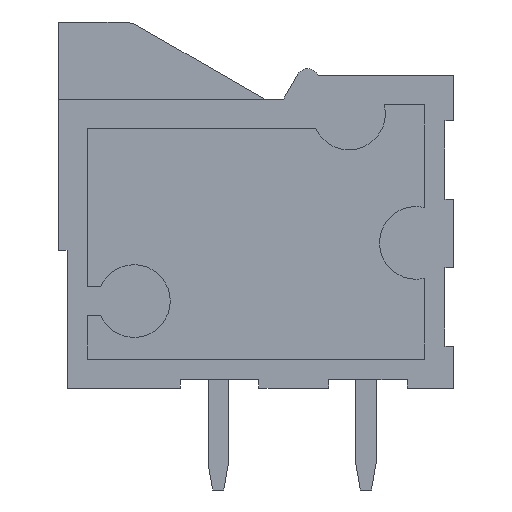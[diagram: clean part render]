
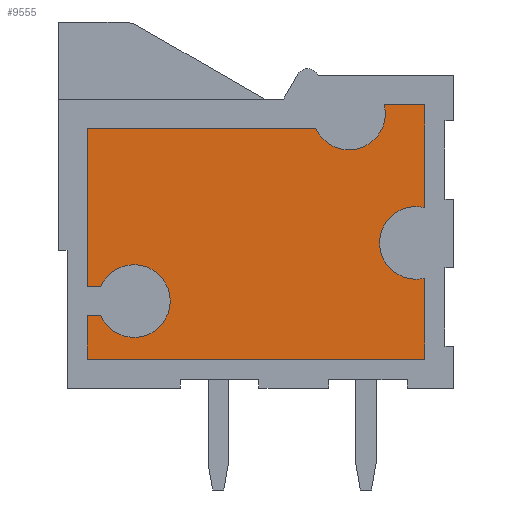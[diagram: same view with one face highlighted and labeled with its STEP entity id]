
A CAD part, left-side view. The second image highlights one B-rep face of the part: STEP entity #9555.
In plain terms, the highlighted planar face has unit normal (-1, 0, 0).
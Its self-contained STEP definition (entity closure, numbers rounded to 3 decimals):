
#16 = LINE ( 'NONE', #8578, #4887 ) ;
#72 = ORIENTED_EDGE ( 'NONE', *, *, #9115, .F. ) ;
#183 = CARTESIAN_POINT ( 'NONE',  ( 1.5, 0., -3.65 ) ) ;
#189 = CARTESIAN_POINT ( 'NONE',  ( 1.5, 2.387, -2.85 ) ) ;
#202 = CARTESIAN_POINT ( 'NONE',  ( 1.5, 1.3, -7.6 ) ) ;
#282 = EDGE_CURVE ( 'NONE', #6852, #9518, #8730, .T. ) ;
#394 = AXIS2_PLACEMENT_3D ( 'NONE', #3464, #1150, #2702 ) ;
#440 = EDGE_CURVE ( 'NONE', #10044, #6825, #6498, .T. ) ;
#503 = CARTESIAN_POINT ( 'NONE',  ( 1.5, 11., -8.35 ) ) ;
#654 = EDGE_CURVE ( 'NONE', #2560, #9586, #5351, .T. ) ;
#749 = ORIENTED_EDGE ( 'NONE', *, *, #5124, .F. ) ;
#767 = EDGE_CURVE ( 'NONE', #9586, #10044, #1231, .T. ) ;
#811 = VECTOR ( 'NONE', #8494, 1000. ) ;
#881 = DIRECTION ( 'NONE',  ( 0., 0., 1. ) ) ;
#938 = CARTESIAN_POINT ( 'NONE',  ( 1.5, 1., -2.85 ) ) ;
#953 = VECTOR ( 'NONE', #977, 1000. ) ;
#977 = DIRECTION ( 'NONE',  ( 0., -1., 0. ) ) ;
#1113 = CARTESIAN_POINT ( 'NONE',  ( 1.5, 12.6, -9.1 ) ) ;
#1150 = DIRECTION ( 'NONE',  ( -1., 0., 0. ) ) ;
#1157 = AXIS2_PLACEMENT_3D ( 'NONE', #10052, #9286, #5516 ) ;
#1231 = CIRCLE ( 'NONE', #8150, 1.25 ) ;
#1295 = VECTOR ( 'NONE', #6117, 1000. ) ;
#1450 = VERTEX_POINT ( 'NONE', #503 ) ;
#1616 = DIRECTION ( 'NONE',  ( 0., -1., 0. ) ) ;
#1629 = ORIENTED_EDGE ( 'NONE', *, *, #5646, .F. ) ;
#1730 = EDGE_CURVE ( 'NONE', #2560, #8624, #9213, .T. ) ;
#1739 = LINE ( 'NONE', #6335, #8517 ) ;
#1990 = EDGE_CURVE ( 'NONE', #4992, #6825, #3316, .T. ) ;
#2060 = CARTESIAN_POINT ( 'NONE',  ( 1.5, 12.6, 0. ) ) ;
#2100 = CARTESIAN_POINT ( 'NONE',  ( 1.5, 0., -11.6 ) ) ;
#2110 = CIRCLE ( 'NONE', #4580, 1.25 ) ;
#2158 = CARTESIAN_POINT ( 'NONE',  ( 1.5, 1., 0. ) ) ;
#2333 = EDGE_LOOP ( 'NONE', ( #3060, #10168, #7633, #7951, #6541, #4042, #9652, #5466, #72, #5578, #1629, #9511, #7911, #9181, #749, #9468 ) ) ;
#2370 = CARTESIAN_POINT ( 'NONE',  ( 1.5, 1., -6.387 ) ) ;
#2548 = CARTESIAN_POINT ( 'NONE',  ( 1.5, 11., -9.6 ) ) ;
#2560 = VERTEX_POINT ( 'NONE', #2370 ) ;
#2603 = DIRECTION ( 'NONE',  ( 0., 0., 1. ) ) ;
#2702 = DIRECTION ( 'NONE',  ( 0., 0., 1. ) ) ;
#2745 = VERTEX_POINT ( 'NONE', #6398 ) ;
#2852 = CARTESIAN_POINT ( 'NONE',  ( 1.5, 12.6, -10.1 ) ) ;
#2981 = CARTESIAN_POINT ( 'NONE',  ( 1.5, 12.6, 0. ) ) ;
#3060 = ORIENTED_EDGE ( 'NONE', *, *, #1990, .T. ) ;
#3067 = DIRECTION ( 'NONE',  ( 0., 0., 1. ) ) ;
#3107 = EDGE_CURVE ( 'NONE', #7847, #8624, #16, .T. ) ;
#3145 = CARTESIAN_POINT ( 'NONE',  ( 1.5, 12.6, -3.65 ) ) ;
#3181 = CIRCLE ( 'NONE', #8777, 1.25 ) ;
#3316 = LINE ( 'NONE', #4099, #8298 ) ;
#3320 = VERTEX_POINT ( 'NONE', #3145 ) ;
#3379 = FACE_OUTER_BOUND ( 'NONE', #2333, .T. ) ;
#3425 = CARTESIAN_POINT ( 'NONE',  ( 1.5, 12.146, -10.1 ) ) ;
#3430 = DIRECTION ( 'NONE',  ( 0., 0., 1. ) ) ;
#3464 = CARTESIAN_POINT ( 'NONE',  ( 1.5, 1.3, -7.6 ) ) ;
#4042 = ORIENTED_EDGE ( 'NONE', *, *, #3107, .F. ) ;
#4099 = CARTESIAN_POINT ( 'NONE',  ( 1.5, 1., 0. ) ) ;
#4129 = CARTESIAN_POINT ( 'NONE',  ( 1.5, 1.3, -8.85 ) ) ;
#4152 = CARTESIAN_POINT ( 'NONE',  ( 1.5, 1.3, -6.35 ) ) ;
#4260 = CARTESIAN_POINT ( 'NONE',  ( 1.5, 0., 0. ) ) ;
#4267 = CARTESIAN_POINT ( 'NONE',  ( 1.5, 1., -11.6 ) ) ;
#4350 = AXIS2_PLACEMENT_3D ( 'NONE', #7027, #10165, #5472 ) ;
#4580 = AXIS2_PLACEMENT_3D ( 'NONE', #6026, #6855, #7582 ) ;
#4647 = CIRCLE ( 'NONE', #6132, 1.25 ) ;
#4673 = VERTEX_POINT ( 'NONE', #9177 ) ;
#4801 = EDGE_CURVE ( 'NONE', #2745, #3320, #5614, .T. ) ;
#4842 = DIRECTION ( 'NONE',  ( 0., 1., 0. ) ) ;
#4887 = VECTOR ( 'NONE', #1616, 1000. ) ;
#4902 = CARTESIAN_POINT ( 'NONE',  ( 1.5, 0., -9.1 ) ) ;
#4934 = VERTEX_POINT ( 'NONE', #6696 ) ;
#4992 = VERTEX_POINT ( 'NONE', #4267 ) ;
#5075 = DIRECTION ( 'NONE',  ( 0., 0., 1. ) ) ;
#5124 = EDGE_CURVE ( 'NONE', #4673, #9857, #9885, .T. ) ;
#5134 = CARTESIAN_POINT ( 'NONE',  ( 1.5, 11., -10.85 ) ) ;
#5351 = CIRCLE ( 'NONE', #4350, 1.25 ) ;
#5466 = ORIENTED_EDGE ( 'NONE', *, *, #4801, .T. ) ;
#5472 = DIRECTION ( 'NONE',  ( 0., 0., 1. ) ) ;
#5516 = DIRECTION ( 'NONE',  ( 0., 0., 1. ) ) ;
#5578 = ORIENTED_EDGE ( 'NONE', *, *, #8986, .T. ) ;
#5614 = LINE ( 'NONE', #183, #8673 ) ;
#5646 = EDGE_CURVE ( 'NONE', #1450, #4934, #3181, .T. ) ;
#5726 = VECTOR ( 'NONE', #9070, 1000. ) ;
#5732 = DIRECTION ( 'NONE',  ( -1., 0., 0. ) ) ;
#5971 = DIRECTION ( 'NONE',  ( 0., 0., 1. ) ) ;
#6026 = CARTESIAN_POINT ( 'NONE',  ( 1.5, 3.6, -3.15 ) ) ;
#6117 = DIRECTION ( 'NONE',  ( 0., 0., 1. ) ) ;
#6132 = AXIS2_PLACEMENT_3D ( 'NONE', #2548, #7196, #2603 ) ;
#6335 = CARTESIAN_POINT ( 'NONE',  ( 1.5, 0., -10.1 ) ) ;
#6398 = CARTESIAN_POINT ( 'NONE',  ( 1.5, 4.746, -3.65 ) ) ;
#6498 = CIRCLE ( 'NONE', #394, 1.25 ) ;
#6537 = PLANE ( 'NONE',  #7584 ) ;
#6541 = ORIENTED_EDGE ( 'NONE', *, *, #1730, .T. ) ;
#6596 = VERTEX_POINT ( 'NONE', #1113 ) ;
#6603 = LINE ( 'NONE', #2060, #5726 ) ;
#6696 = CARTESIAN_POINT ( 'NONE',  ( 1.5, 12.146, -9.1 ) ) ;
#6805 = CARTESIAN_POINT ( 'NONE',  ( 1.5, 1., -8.813 ) ) ;
#6825 = VERTEX_POINT ( 'NONE', #6805 ) ;
#6852 = VERTEX_POINT ( 'NONE', #3425 ) ;
#6855 = DIRECTION ( 'NONE',  ( -1., 0., 0. ) ) ;
#7027 = CARTESIAN_POINT ( 'NONE',  ( 1.5, 1.3, -7.6 ) ) ;
#7164 = EDGE_CURVE ( 'NONE', #9518, #1450, #4647, .T. ) ;
#7176 = LINE ( 'NONE', #4902, #953 ) ;
#7196 = DIRECTION ( 'NONE',  ( -1., 0., 0. ) ) ;
#7415 = DIRECTION ( 'NONE',  ( -1., 0., 0. ) ) ;
#7582 = DIRECTION ( 'NONE',  ( 0., 0., 1. ) ) ;
#7584 = AXIS2_PLACEMENT_3D ( 'NONE', #4260, #7415, #3430 ) ;
#7633 = ORIENTED_EDGE ( 'NONE', *, *, #767, .F. ) ;
#7761 = CARTESIAN_POINT ( 'NONE',  ( 1.5, 11., -9.6 ) ) ;
#7847 = VERTEX_POINT ( 'NONE', #189 ) ;
#7911 = ORIENTED_EDGE ( 'NONE', *, *, #282, .F. ) ;
#7951 = ORIENTED_EDGE ( 'NONE', *, *, #654, .F. ) ;
#8150 = AXIS2_PLACEMENT_3D ( 'NONE', #202, #5732, #881 ) ;
#8268 = EDGE_CURVE ( 'NONE', #6852, #9857, #1739, .T. ) ;
#8298 = VECTOR ( 'NONE', #5075, 1000. ) ;
#8494 = DIRECTION ( 'NONE',  ( 0., -1., 0. ) ) ;
#8517 = VECTOR ( 'NONE', #8693, 1000. ) ;
#8578 = CARTESIAN_POINT ( 'NONE',  ( 1.5, 0., -2.85 ) ) ;
#8624 = VERTEX_POINT ( 'NONE', #938 ) ;
#8673 = VECTOR ( 'NONE', #4842, 1000. ) ;
#8693 = DIRECTION ( 'NONE',  ( 0., 1., 0. ) ) ;
#8730 = CIRCLE ( 'NONE', #1157, 1.25 ) ;
#8731 = DIRECTION ( 'NONE',  ( -1., 0., 0. ) ) ;
#8777 = AXIS2_PLACEMENT_3D ( 'NONE', #7761, #8731, #3067 ) ;
#8853 = VECTOR ( 'NONE', #5971, 1000. ) ;
#8986 = EDGE_CURVE ( 'NONE', #6596, #4934, #7176, .T. ) ;
#9070 = DIRECTION ( 'NONE',  ( 0., 0., 1. ) ) ;
#9115 = EDGE_CURVE ( 'NONE', #6596, #3320, #6603, .T. ) ;
#9177 = CARTESIAN_POINT ( 'NONE',  ( 1.5, 12.6, -11.6 ) ) ;
#9181 = ORIENTED_EDGE ( 'NONE', *, *, #8268, .T. ) ;
#9213 = LINE ( 'NONE', #2158, #1295 ) ;
#9226 = EDGE_CURVE ( 'NONE', #2745, #7847, #2110, .T. ) ;
#9286 = DIRECTION ( 'NONE',  ( -1., 0., 0. ) ) ;
#9468 = ORIENTED_EDGE ( 'NONE', *, *, #9648, .T. ) ;
#9511 = ORIENTED_EDGE ( 'NONE', *, *, #7164, .F. ) ;
#9518 = VERTEX_POINT ( 'NONE', #5134 ) ;
#9555 = ADVANCED_FACE ( 'NONE', ( #3379 ), #6537, .T. ) ;
#9586 = VERTEX_POINT ( 'NONE', #4152 ) ;
#9648 = EDGE_CURVE ( 'NONE', #4673, #4992, #9981, .T. ) ;
#9652 = ORIENTED_EDGE ( 'NONE', *, *, #9226, .F. ) ;
#9857 = VERTEX_POINT ( 'NONE', #2852 ) ;
#9885 = LINE ( 'NONE', #2981, #8853 ) ;
#9981 = LINE ( 'NONE', #2100, #811 ) ;
#10044 = VERTEX_POINT ( 'NONE', #4129 ) ;
#10052 = CARTESIAN_POINT ( 'NONE',  ( 1.5, 11., -9.6 ) ) ;
#10165 = DIRECTION ( 'NONE',  ( -1., 0., 0. ) ) ;
#10168 = ORIENTED_EDGE ( 'NONE', *, *, #440, .F. ) ;
